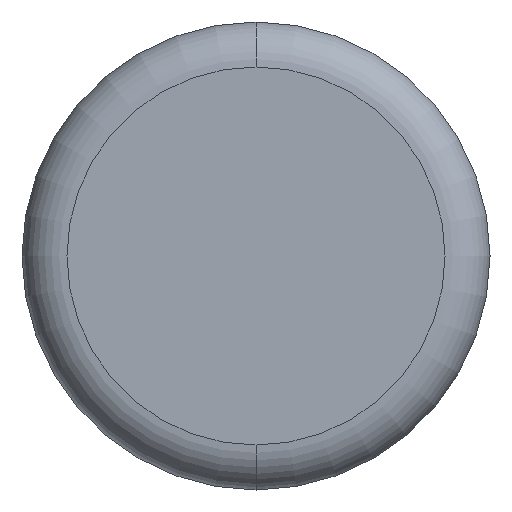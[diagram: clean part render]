
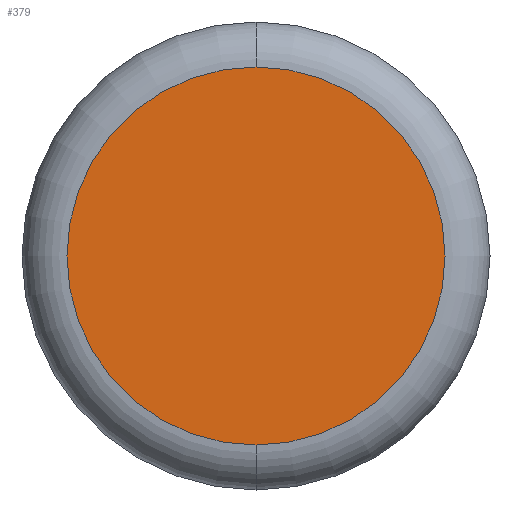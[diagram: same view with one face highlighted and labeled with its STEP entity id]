
A CAD part, front view. The second image highlights one B-rep face of the part: STEP entity #379.
In plain terms, the highlighted planar face has unit normal (0, -1, 0).
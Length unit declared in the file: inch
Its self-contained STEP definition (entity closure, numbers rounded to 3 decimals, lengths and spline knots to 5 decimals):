
#5 = EDGE_CURVE ( 'NONE', #244, #125, #20, .T. ) ;
#9 = DIRECTION ( 'NONE',  ( 0., 0., -1. ) ) ;
#15 = FACE_OUTER_BOUND ( 'NONE', #302, .T. ) ;
#20 = CIRCLE ( 'NONE', #339, 0.2525 ) ;
#69 = DIRECTION ( 'NONE',  ( 0., 0., -1. ) ) ;
#125 = VERTEX_POINT ( 'NONE', #354 ) ;
#137 = CARTESIAN_POINT ( 'NONE',  ( 0., 0., 0. ) ) ;
#148 = ORIENTED_EDGE ( 'NONE', *, *, #308, .T. ) ;
#157 = CARTESIAN_POINT ( 'NONE',  ( 0., 0., 0. ) ) ;
#171 = CARTESIAN_POINT ( 'NONE',  ( 0., 0., 0. ) ) ;
#218 = DIRECTION ( 'NONE',  ( 0., -1., 0. ) ) ;
#244 = VERTEX_POINT ( 'NONE', #334 ) ;
#258 = AXIS2_PLACEMENT_3D ( 'NONE', #171, #264, #69 ) ;
#261 = DIRECTION ( 'NONE',  ( 0., 0., -1. ) ) ;
#264 = DIRECTION ( 'NONE',  ( 0., -1., 0. ) ) ;
#267 = CIRCLE ( 'NONE', #313, 0.2525 ) ;
#277 = ORIENTED_EDGE ( 'NONE', *, *, #5, .T. ) ;
#293 = PLANE ( 'NONE',  #258 ) ;
#302 = EDGE_LOOP ( 'NONE', ( #277, #148 ) ) ;
#308 = EDGE_CURVE ( 'NONE', #125, #244, #267, .T. ) ;
#312 = DIRECTION ( 'NONE',  ( 0., -1., 0. ) ) ;
#313 = AXIS2_PLACEMENT_3D ( 'NONE', #157, #218, #9 ) ;
#334 = CARTESIAN_POINT ( 'NONE',  ( 0., 0., -0.2525 ) ) ;
#339 = AXIS2_PLACEMENT_3D ( 'NONE', #137, #312, #261 ) ;
#354 = CARTESIAN_POINT ( 'NONE',  ( 0., 0., 0.2525 ) ) ;
#379 = ADVANCED_FACE ( 'NONE', ( #15 ), #293, .T. ) ;
